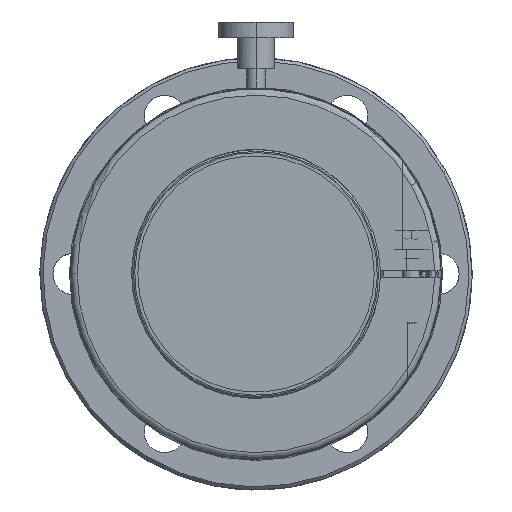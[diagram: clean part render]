
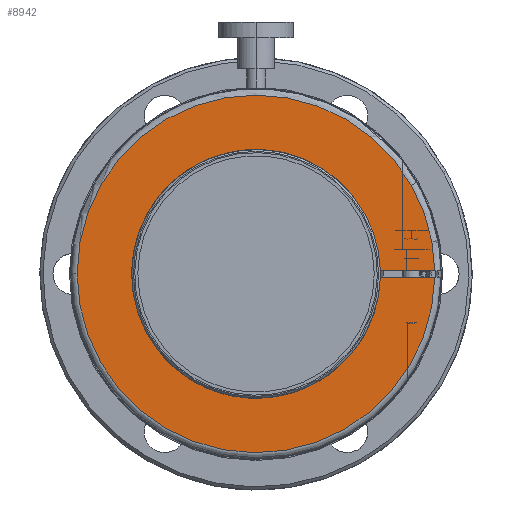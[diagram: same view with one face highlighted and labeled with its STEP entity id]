
A CAD part, front view. The second image highlights one B-rep face of the part: STEP entity #8942.
In plain terms, the highlighted planar face has unit normal (0, -1, 0).
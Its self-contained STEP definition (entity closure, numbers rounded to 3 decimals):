
#8112=AXIS2_PLACEMENT_3D('Circle Axis2P3D',#8110,#8111,$) ;
#8330=AXIS2_PLACEMENT_3D('Circle Axis2P3D',#8328,#8329,$) ;
#8562=AXIS2_PLACEMENT_3D('Circle Axis2P3D',#8560,#8561,$) ;
#8780=AXIS2_PLACEMENT_3D('Circle Axis2P3D',#8778,#8779,$) ;
#8800=AXIS2_PLACEMENT_3D('Circle Axis2P3D',#8798,#8799,$) ;
#8930=AXIS2_PLACEMENT_3D('Plane Axis2P3D',#8927,#8928,#8929) ;
#7994=CARTESIAN_POINT('Line Origine',(24.37,-611.,0.5)) ;
#7998=CARTESIAN_POINT('Vertex',(19.994,-611.,0.5)) ;
#8000=CARTESIAN_POINT('Vertex',(28.746,-611.,0.5)) ;
#8110=CARTESIAN_POINT('Axis2P3D Location',(0.,-611.,0.)) ;
#8114=CARTESIAN_POINT('Vertex',(17.552,-611.,9.589)) ;
#8328=CARTESIAN_POINT('Axis2P3D Location',(0.,-611.,0.)) ;
#8332=CARTESIAN_POINT('Vertex',(-17.552,-611.,-9.589)) ;
#8395=CARTESIAN_POINT('Line Origine',(24.37,-611.,-0.5)) ;
#8399=CARTESIAN_POINT('Vertex',(28.746,-611.,-0.5)) ;
#8401=CARTESIAN_POINT('Vertex',(19.994,-611.,-0.5)) ;
#8560=CARTESIAN_POINT('Axis2P3D Location',(0.,-611.,0.)) ;
#8564=CARTESIAN_POINT('Vertex',(-28.75,-611.,0.)) ;
#8723=CARTESIAN_POINT('Control Point',(-17.552,-611.,-9.589)) ;
#8724=CARTESIAN_POINT('Control Point',(-16.297,-611.,-11.885)) ;
#8725=CARTESIAN_POINT('Control Point',(-14.667,-611.,-13.976)) ;
#8726=CARTESIAN_POINT('Control Point',(-12.706,-611.,-15.78)) ;
#8727=CARTESIAN_POINT('Control Point',(-8.267,-611.,-18.68)) ;
#8728=CARTESIAN_POINT('Control Point',(-3.135,-611.,-20.016)) ;
#8729=CARTESIAN_POINT('Control Point',(-0.482,-611.,-20.254)) ;
#8730=CARTESIAN_POINT('Control Point',(4.806,-611.,-19.854)) ;
#8731=CARTESIAN_POINT('Control Point',(9.691,-611.,-17.791)) ;
#8732=CARTESIAN_POINT('Control Point',(11.942,-611.,-16.366)) ;
#8733=CARTESIAN_POINT('Control Point',(15.895,-611.,-12.831)) ;
#8734=CARTESIAN_POINT('Control Point',(18.516,-611.,-8.222)) ;
#8735=CARTESIAN_POINT('Control Point',(19.435,-611.,-5.721)) ;
#8736=CARTESIAN_POINT('Control Point',(19.928,-611.,-3.116)) ;
#8737=CARTESIAN_POINT('Control Point',(19.994,-611.,-0.5)) ;
#8757=CARTESIAN_POINT('Vertex',(24.982,-611.,14.228)) ;
#8778=CARTESIAN_POINT('Axis2P3D Location',(0.,-611.,0.)) ;
#8798=CARTESIAN_POINT('Axis2P3D Location',(0.,-611.,0.)) ;
#8927=CARTESIAN_POINT('Axis2P3D Location',(0.,-611.,0.)) ;
#7995=DIRECTION('Vector Direction',(-1.,0.,0.)) ;
#8111=DIRECTION('Axis2P3D Direction',(0.,-1.,0.)) ;
#8329=DIRECTION('Axis2P3D Direction',(0.,-1.,0.)) ;
#8396=DIRECTION('Vector Direction',(1.,0.,0.)) ;
#8561=DIRECTION('Axis2P3D Direction',(0.,1.,0.)) ;
#8779=DIRECTION('Axis2P3D Direction',(0.,1.,0.)) ;
#8799=DIRECTION('Axis2P3D Direction',(0.,1.,0.)) ;
#8928=DIRECTION('Axis2P3D Direction',(0.,1.,0.)) ;
#8929=DIRECTION('Axis2P3D XDirection',(1.,0.,0.)) ;
#7996=VECTOR('Line Direction',#7995,1.) ;
#8397=VECTOR('Line Direction',#8396,1.) ;
#8933=ORIENTED_EDGE('',*,*,#8403,.T.) ;
#8934=ORIENTED_EDGE('',*,*,#8738,.T.) ;
#8935=ORIENTED_EDGE('',*,*,#8334,.T.) ;
#8936=ORIENTED_EDGE('',*,*,#8116,.T.) ;
#8937=ORIENTED_EDGE('',*,*,#8002,.T.) ;
#8938=ORIENTED_EDGE('',*,*,#8802,.F.) ;
#8939=ORIENTED_EDGE('',*,*,#8782,.F.) ;
#8940=ORIENTED_EDGE('',*,*,#8566,.F.) ;
#8942=ADVANCED_FACE('Brep With Voids.1',(#8941),#8931,.F.) ;
#8722=B_SPLINE_CURVE_WITH_KNOTS('',5,(#8723,#8724,#8725,#8726,#8727,#8728,#8729,#8730,#8731,#8732,#8733,#8734,#8735,#8736,#8737),.UNSPECIFIED.,.F.,.U.,(6,3,3,3,6),(-26.166,-13.083,0.,13.083,26.166),.UNSPECIFIED.) ;
#8113=CIRCLE('generated circle',#8112,20.) ;
#8331=CIRCLE('generated circle',#8330,20.) ;
#8563=CIRCLE('generated circle',#8562,28.75) ;
#8781=CIRCLE('generated circle',#8780,28.75) ;
#8801=CIRCLE('generated circle',#8800,28.75) ;
#8002=EDGE_CURVE('',#7999,#8001,#7997,.F.) ;
#8116=EDGE_CURVE('',#8115,#7999,#8113,.F.) ;
#8334=EDGE_CURVE('',#8333,#8115,#8331,.F.) ;
#8403=EDGE_CURVE('',#8400,#8402,#8398,.F.) ;
#8566=EDGE_CURVE('',#8400,#8565,#8563,.T.) ;
#8738=EDGE_CURVE('',#8402,#8333,#8722,.F.) ;
#8782=EDGE_CURVE('',#8565,#8758,#8781,.T.) ;
#8802=EDGE_CURVE('',#8758,#8001,#8801,.T.) ;
#8932=EDGE_LOOP('',(#8933,#8934,#8935,#8936,#8937,#8938,#8939,#8940)) ;
#8941=FACE_OUTER_BOUND('',#8932,.T.) ;
#7997=LINE('Line',#7994,#7996) ;
#8398=LINE('Line',#8395,#8397) ;
#8931=PLANE('',#8930) ;
#7999=VERTEX_POINT('',#7998) ;
#8001=VERTEX_POINT('',#8000) ;
#8115=VERTEX_POINT('',#8114) ;
#8333=VERTEX_POINT('',#8332) ;
#8400=VERTEX_POINT('',#8399) ;
#8402=VERTEX_POINT('',#8401) ;
#8565=VERTEX_POINT('',#8564) ;
#8758=VERTEX_POINT('',#8757) ;
